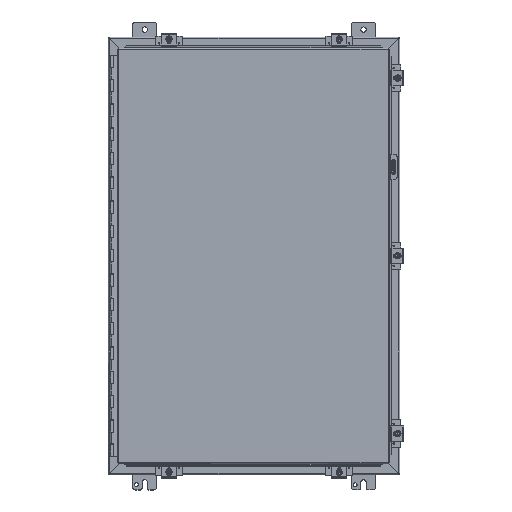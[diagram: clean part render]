
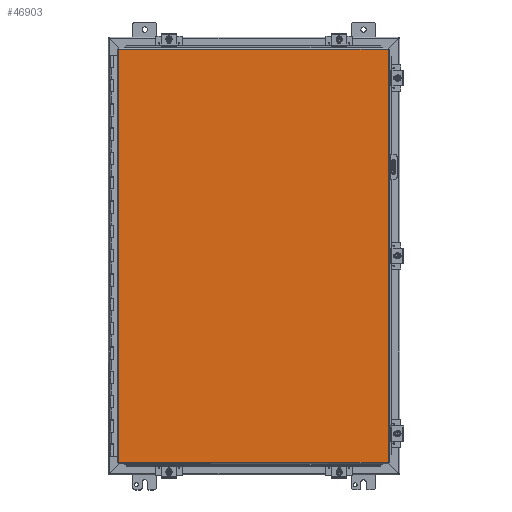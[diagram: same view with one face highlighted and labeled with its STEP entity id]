
A CAD part, top view. The second image highlights one B-rep face of the part: STEP entity #46903.
In plain terms, the highlighted face is planar.
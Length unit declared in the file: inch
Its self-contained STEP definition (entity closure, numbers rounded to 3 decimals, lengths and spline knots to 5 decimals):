
#2267 = DIRECTION ( 'NONE',  ( 0., 0., 1. ) ) ;
#5611 = VECTOR ( 'NONE', #47783, 39.37008 ) ;
#6265 = VERTEX_POINT ( 'NONE', #17171 ) ;
#6683 = CARTESIAN_POINT ( 'NONE',  ( -11.08225, -16.9885, 0. ) ) ;
#8759 = CARTESIAN_POINT ( 'NONE',  ( 11.08225, 16.9885, 0. ) ) ;
#9762 = CARTESIAN_POINT ( 'NONE',  ( 11.08225, -16.9885, 0. ) ) ;
#10547 = EDGE_CURVE ( 'NONE', #40011, #28822, #31566, .T. ) ;
#12083 = EDGE_CURVE ( 'NONE', #46930, #6265, #18626, .T. ) ;
#13713 = ORIENTED_EDGE ( 'NONE', *, *, #12083, .T. ) ;
#17171 = CARTESIAN_POINT ( 'NONE',  ( -11.08225, 16.9885, 0. ) ) ;
#18626 = LINE ( 'NONE', #48101, #5611 ) ;
#19087 = EDGE_CURVE ( 'NONE', #28822, #46930, #21582, .T. ) ;
#19728 = VECTOR ( 'NONE', #33786, 39.37008 ) ;
#21582 = LINE ( 'NONE', #33912, #57249 ) ;
#27578 = ORIENTED_EDGE ( 'NONE', *, *, #10547, .T. ) ;
#28319 = PLANE ( 'NONE',  #28832 ) ;
#28515 = CARTESIAN_POINT ( 'NONE',  ( 0., 0., 0. ) ) ;
#28822 = VERTEX_POINT ( 'NONE', #9762 ) ;
#28832 = AXIS2_PLACEMENT_3D ( 'NONE', #28515, #2267, #32980 ) ;
#30374 = VECTOR ( 'NONE', #38630, 39.37008 ) ;
#31566 = LINE ( 'NONE', #34015, #19728 ) ;
#32980 = DIRECTION ( 'NONE',  ( 1., 0., 0. ) ) ;
#33403 = DIRECTION ( 'NONE',  ( -1., 0., 0. ) ) ;
#33786 = DIRECTION ( 'NONE',  ( 0., -1., 0. ) ) ;
#33912 = CARTESIAN_POINT ( 'NONE',  ( 11.08225, -16.9885, 0. ) ) ;
#34015 = CARTESIAN_POINT ( 'NONE',  ( 11.08225, 16.9885, 0. ) ) ;
#37261 = EDGE_CURVE ( 'NONE', #6265, #40011, #42201, .T. ) ;
#38630 = DIRECTION ( 'NONE',  ( 1., 0., 0. ) ) ;
#39111 = ORIENTED_EDGE ( 'NONE', *, *, #19087, .T. ) ;
#40011 = VERTEX_POINT ( 'NONE', #8759 ) ;
#40825 = EDGE_LOOP ( 'NONE', ( #13713, #53016, #27578, #39111 ) ) ;
#41722 = FACE_OUTER_BOUND ( 'NONE', #40825, .T. ) ;
#42201 = LINE ( 'NONE', #56514, #30374 ) ;
#46903 = ADVANCED_FACE ( 'NONE', ( #41722 ), #28319, .F. ) ;
#46930 = VERTEX_POINT ( 'NONE', #6683 ) ;
#47783 = DIRECTION ( 'NONE',  ( 0., 1., 0. ) ) ;
#48101 = CARTESIAN_POINT ( 'NONE',  ( -11.08225, -16.9885, 0. ) ) ;
#53016 = ORIENTED_EDGE ( 'NONE', *, *, #37261, .T. ) ;
#56514 = CARTESIAN_POINT ( 'NONE',  ( -11.08225, 16.9885, 0. ) ) ;
#57249 = VECTOR ( 'NONE', #33403, 39.37008 ) ;
